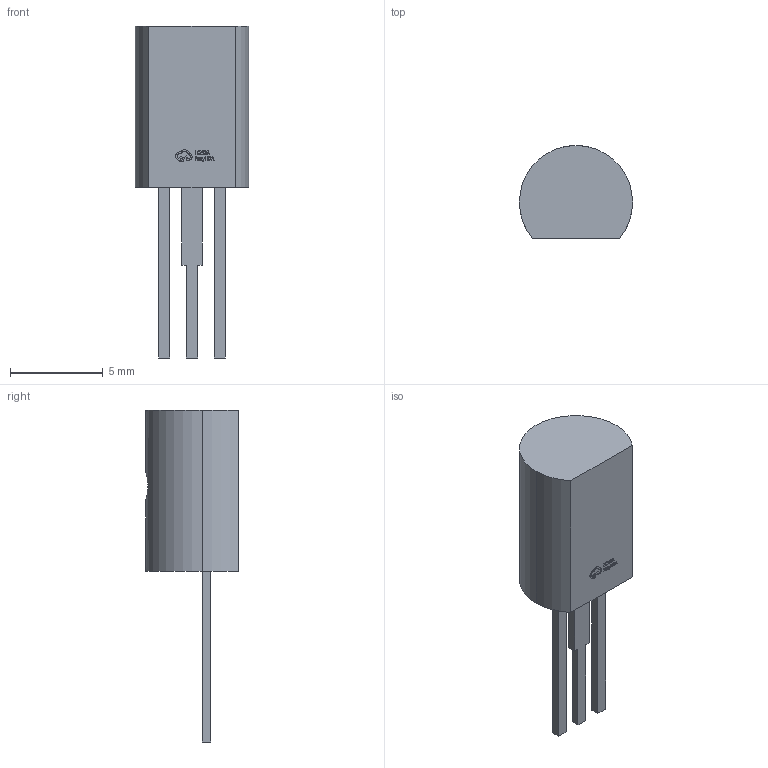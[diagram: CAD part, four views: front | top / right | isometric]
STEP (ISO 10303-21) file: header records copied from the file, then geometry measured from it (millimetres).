
FILE_DESCRIPTION (( 'STEP AP214' ), '1' );
FILE_NAME ('TO-92-3_L6.1-W5.0-H11.0-P1.50-L.step', '2022-08-01T13:17:54', ( '' ), ( '' ), 'SwSTEP 2.0', 'SolidWorks 2020', '' );
FILE_SCHEMA (( 'AUTOMOTIVE_DESIGN' ));
Length unit declared in the file: millimetre
Products named in the file (1): TO-92-3_L6.1-W5.0-H11.0-P1.50-L
Bounding box: 6.1 x 5 x 17.9 mm (x, y, z)
Volume: 230.7 mm3; surface area: 276.1 mm2
Topology: 1 solids, 1 shells, 252 faces, 681 edges, 454 vertices
Faces by surface type: plane 149, bspline 98, cylinder 5
Entity records: 11199 total; most frequent: CARTESIAN_POINT 2726, ORIENTED_EDGE 1362, DIRECTION 797, EDGE_CURVE 681, LINE 471, VECTOR 471, VERTEX_POINT 454, EDGE_LOOP 275
